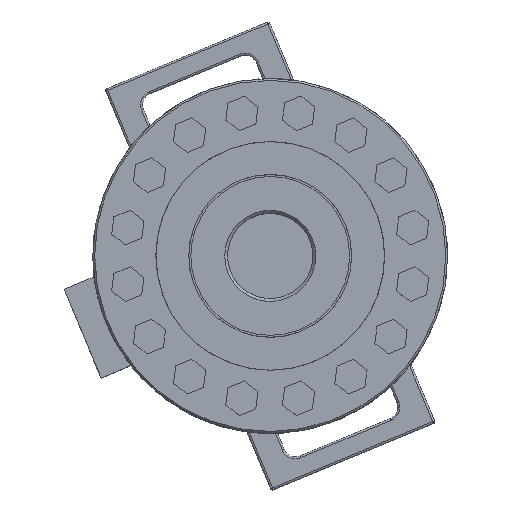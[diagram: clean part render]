
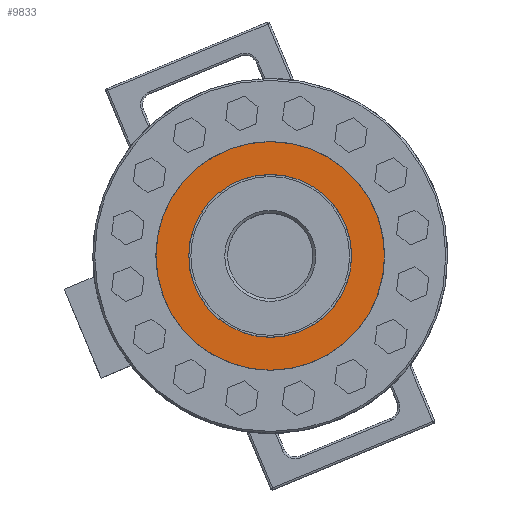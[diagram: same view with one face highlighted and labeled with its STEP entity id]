
A CAD part, top view. The second image highlights one B-rep face of the part: STEP entity #9833.
In plain terms, the highlighted face is planar.
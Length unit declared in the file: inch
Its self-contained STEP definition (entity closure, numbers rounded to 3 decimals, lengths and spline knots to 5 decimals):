
#1835=CARTESIAN_POINT('',(0.,1.515,-2.525));
#1836=VERTEX_POINT('',#1835);
#1837=CARTESIAN_POINT('',(0.,1.515,0.));
#1838=DIRECTION('',(0.0,-1.0,0.0));
#1839=DIRECTION('',(0.0,0.0,1.0));
#1840=AXIS2_PLACEMENT_3D('',#1837,#1838,#1839);
#1841=CIRCLE('',#1840,2.525);
#1842=EDGE_CURVE('',#1836,#1836,#1841,.T.);
#1863=CARTESIAN_POINT('',(0.,1.515,-3.5415));
#1864=VERTEX_POINT('',#1863);
#1865=CARTESIAN_POINT('',(0.,1.515,0.));
#1866=DIRECTION('',(0.0,-1.0,0.0));
#1867=DIRECTION('',(0.0,0.0,1.0));
#1868=AXIS2_PLACEMENT_3D('',#1865,#1866,#1867);
#1869=CIRCLE('',#1868,3.5415);
#1870=EDGE_CURVE('',#1864,#1864,#1869,.T.);
#9822=CARTESIAN_POINT('',(0.,1.515,0.));
#9823=DIRECTION('',(0.0,-1.0,0.0));
#9824=DIRECTION('',(0.0,0.0,-1.0));
#9825=AXIS2_PLACEMENT_3D('',#9822,#9823,#9824);
#9826=PLANE('',#9825);
#9827=ORIENTED_EDGE('',*,*,#1870,.F.);
#9828=EDGE_LOOP('',(#9827));
#9829=FACE_OUTER_BOUND('',#9828,.T.);
#9830=ORIENTED_EDGE('',*,*,#1842,.T.);
#9831=EDGE_LOOP('',(#9830));
#9832=FACE_BOUND('',#9831,.T.);
#9833=ADVANCED_FACE('',(#9829,#9832),#9826,.F.);
